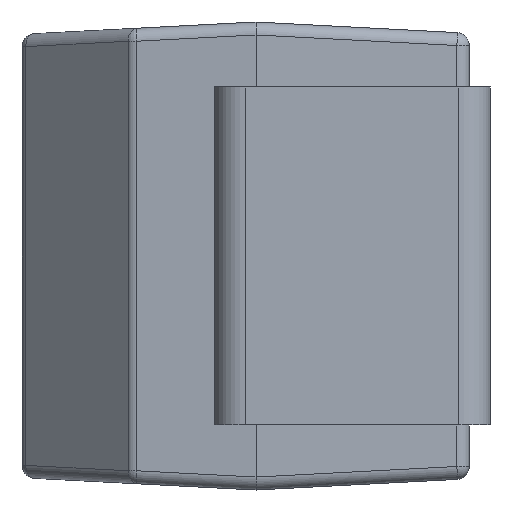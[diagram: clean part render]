
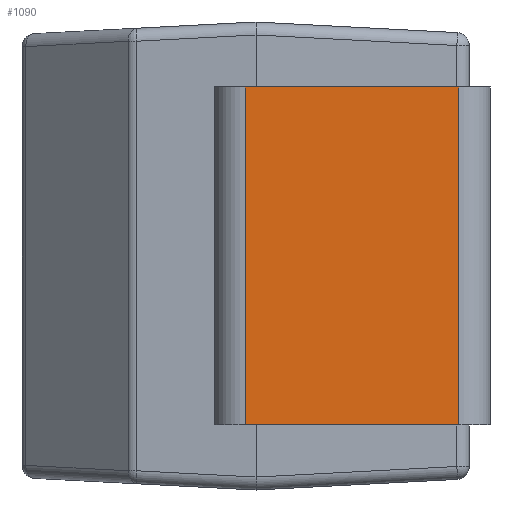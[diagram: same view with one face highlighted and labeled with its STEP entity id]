
A CAD part, left-side view. The second image highlights one B-rep face of the part: STEP entity #1090.
In plain terms, the highlighted planar face has unit normal (-1, 0, 0).
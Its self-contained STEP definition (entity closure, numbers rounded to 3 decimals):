
#106 = CARTESIAN_POINT ( 'NONE',  ( -1.7, 0.941, -0.65 ) ) ;
#165 = CARTESIAN_POINT ( 'NONE',  ( -1.7, 0.941, 0.65 ) ) ;
#311 = VECTOR ( 'NONE', #5315, 1000. ) ;
#312 = LINE ( 'NONE', #9137, #6686 ) ;
#397 = VERTEX_POINT ( 'NONE', #2244 ) ;
#410 = ORIENTED_EDGE ( 'NONE', *, *, #2319, .T. ) ;
#550 = DIRECTION ( 'NONE',  ( 0., 0., -1. ) ) ;
#1090 = ADVANCED_FACE ( 'NONE', ( #1933 ), #1269, .F. ) ;
#1269 = PLANE ( 'NONE',  #8231 ) ;
#1933 = FACE_OUTER_BOUND ( 'NONE', #3520, .T. ) ;
#2008 = LINE ( 'NONE', #2617, #4003 ) ;
#2244 = CARTESIAN_POINT ( 'NONE',  ( -1.7, 0.12, -0.65 ) ) ;
#2319 = EDGE_CURVE ( 'NONE', #397, #6736, #2008, .T. ) ;
#2617 = CARTESIAN_POINT ( 'NONE',  ( -1.7, 0.12, 0.65 ) ) ;
#3337 = CARTESIAN_POINT ( 'NONE',  ( -1.7, 0.941, 0.65 ) ) ;
#3520 = EDGE_LOOP ( 'NONE', ( #6441, #410, #7939, #4289 ) ) ;
#3904 = EDGE_CURVE ( 'NONE', #6308, #6736, #9287, .T. ) ;
#4003 = VECTOR ( 'NONE', #4863, 1000. ) ;
#4289 = ORIENTED_EDGE ( 'NONE', *, *, #5077, .T. ) ;
#4364 = LINE ( 'NONE', #165, #5761 ) ;
#4405 = DIRECTION ( 'NONE',  ( 0., 0., -1. ) ) ;
#4863 = DIRECTION ( 'NONE',  ( 0., 0., 1. ) ) ;
#4943 = DIRECTION ( 'NONE',  ( 0., -1., 0. ) ) ;
#5077 = EDGE_CURVE ( 'NONE', #6308, #7069, #4364, .T. ) ;
#5120 = CARTESIAN_POINT ( 'NONE',  ( -1.7, 0.12, 0.65 ) ) ;
#5315 = DIRECTION ( 'NONE',  ( 0., -1., 0. ) ) ;
#5761 = VECTOR ( 'NONE', #4405, 1000. ) ;
#6308 = VERTEX_POINT ( 'NONE', #3337 ) ;
#6441 = ORIENTED_EDGE ( 'NONE', *, *, #8979, .T. ) ;
#6686 = VECTOR ( 'NONE', #4943, 1000. ) ;
#6736 = VERTEX_POINT ( 'NONE', #5120 ) ;
#7069 = VERTEX_POINT ( 'NONE', #106 ) ;
#7698 = CARTESIAN_POINT ( 'NONE',  ( -1.7, 0.08, 0.65 ) ) ;
#7797 = DIRECTION ( 'NONE',  ( 1., 0., 0. ) ) ;
#7939 = ORIENTED_EDGE ( 'NONE', *, *, #3904, .F. ) ;
#8231 = AXIS2_PLACEMENT_3D ( 'NONE', #7698, #7797, #550 ) ;
#8806 = CARTESIAN_POINT ( 'NONE',  ( -1.7, 0.08, 0.65 ) ) ;
#8979 = EDGE_CURVE ( 'NONE', #7069, #397, #312, .T. ) ;
#9137 = CARTESIAN_POINT ( 'NONE',  ( -1.7, 0.08, -0.65 ) ) ;
#9287 = LINE ( 'NONE', #8806, #311 ) ;
